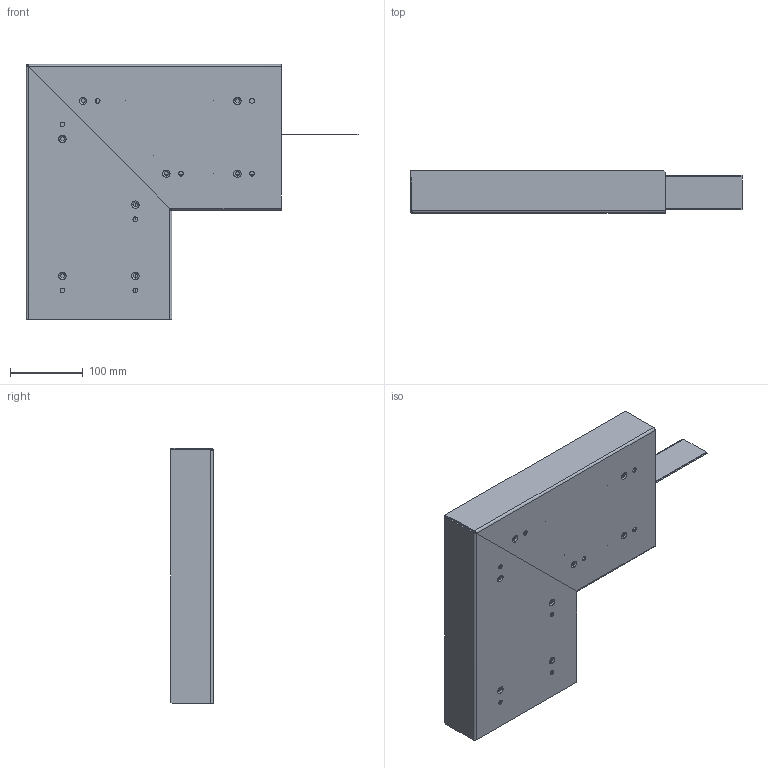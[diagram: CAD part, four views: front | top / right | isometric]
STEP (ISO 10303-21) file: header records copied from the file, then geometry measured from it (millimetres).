
FILE_DESCRIPTION((''),'2;1');
FILE_NAME('BKB20060531_ASM','2022-12-05T10:59:00',('hollstem'),(''),'CREO PARAMETRIC BY PTC INC, 2022024','CREO PARAMETRIC BY PTC INC, 2022024','');
FILE_SCHEMA(('AUTOMOTIVE_DESIGN { 1 0 10303 214 1 1 1 1 }'));
Length unit declared in the file: millimetre
Products named in the file (14): T-01223; T-01216; 63451-M; T-01250; T-01249; T-01025_AF1; T-01235_ASM; T-01232; T-01240; T-01242; 63187-M_AF0; T-01402_ASM; T-01293; BKB20060531_ASM
Assembly tree (19 placements, depth 3):
  BKB20060531_ASM
    T-01223
    T-01216
    63451-M  x4
    T-01250
    T-01249
    T-01235_ASM  x2
      T-01025_AF1
    T-01232  x2
    T-01240
    T-01242
    T-01402_ASM  x2
      63187-M_AF0
    T-01293
Bounding box: 455.34 x 58 x 350 mm (x, y, z)
Volume: 1215143.4 mm3; surface area: 819151.2 mm2
Topology: 17 solids, 29 shells, 933 faces, 2937 edges, 2110 vertices
Faces by surface type: plane 389, cylinder 192, torus 136, bspline 112, sphere 64, cone 40
Entity records: 35929 total; most frequent: CARTESIAN_POINT 9809, DIRECTION 3222, ORIENTED_EDGE 2098, PRESENTATION_STYLE_ASSIGNMENT 1519, STYLED_ITEM 1502, CURVE_STYLE 1490, PROPERTY_DEFINITION 1194, REPRESENTATION 1177
